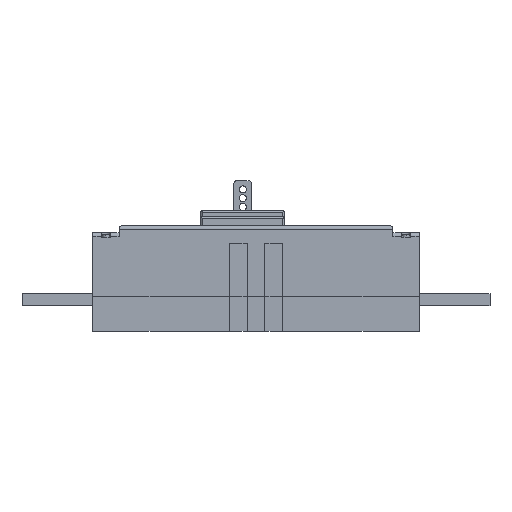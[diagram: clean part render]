
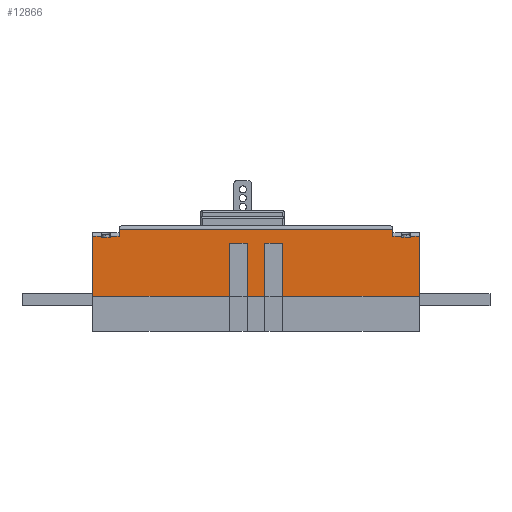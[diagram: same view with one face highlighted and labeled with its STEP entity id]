
A CAD part, left-side view. The second image highlights one B-rep face of the part: STEP entity #12866.
In plain terms, the highlighted planar face has unit normal (-1, 0, 0).
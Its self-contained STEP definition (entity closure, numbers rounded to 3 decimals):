
#1458=DIRECTION('',(0.,0.,1.));
#1459=VECTOR('',#1458,68.3);
#1460=CARTESIAN_POINT('',(0.,0.,39.7));
#1461=LINE('',#1460,#1459);
#1481=DIRECTION('',(0.,1.,0.));
#1482=VECTOR('',#1481,155.);
#1483=CARTESIAN_POINT('',(0.,0.,39.7));
#1484=LINE('',#1483,#1482);
#1488=DIRECTION('',(0.,1.,0.));
#1489=VECTOR('',#1488,20.);
#1490=CARTESIAN_POINT('',(0.,175.,39.7));
#1491=LINE('',#1490,#1489);
#1495=DIRECTION('',(0.,1.,0.));
#1496=VECTOR('',#1495,155.);
#1497=CARTESIAN_POINT('',(0.,215.,39.7));
#1498=LINE('',#1497,#1496);
#1502=DIRECTION('',(0.,0.,1.));
#1503=VECTOR('',#1502,68.3);
#1504=CARTESIAN_POINT('',(0.,370.,39.7));
#1505=LINE('',#1504,#1503);
#1509=DIRECTION('',(0.,0.,1.));
#1510=VECTOR('',#1509,8.);
#1511=CARTESIAN_POINT('',(0.,340.,108.));
#1512=LINE('',#1511,#1510);
#1530=DIRECTION('',(0.,0.,-1.));
#1531=VECTOR('',#1530,60.3);
#1532=CARTESIAN_POINT('',(0.,155.,100.));
#1533=LINE('',#1532,#1531);
#1551=DIRECTION('',(0.,0.,1.));
#1552=VECTOR('',#1551,60.3);
#1553=CARTESIAN_POINT('',(0.,175.,39.7));
#1554=LINE('',#1553,#1552);
#1579=DIRECTION('',(0.,-1.,0.));
#1580=VECTOR('',#1579,20.);
#1581=CARTESIAN_POINT('',(0.,175.,100.));
#1582=LINE('',#1581,#1580);
#1607=DIRECTION('',(0.,0.,-1.));
#1608=VECTOR('',#1607,60.3);
#1609=CARTESIAN_POINT('',(0.,195.,100.));
#1610=LINE('',#1609,#1608);
#1628=DIRECTION('',(0.,0.,1.));
#1629=VECTOR('',#1628,60.3);
#1630=CARTESIAN_POINT('',(0.,215.,39.7));
#1631=LINE('',#1630,#1629);
#1656=DIRECTION('',(0.,-1.,0.));
#1657=VECTOR('',#1656,20.);
#1658=CARTESIAN_POINT('',(0.,215.,100.));
#1659=LINE('',#1658,#1657);
#3674=DIRECTION('',(0.,1.,0.));
#3675=VECTOR('',#3674,10.);
#3676=CARTESIAN_POINT('',(0.,0.,108.));
#3677=LINE('',#3676,#3675);
#3711=DIRECTION('',(0.,0.,-1.));
#3712=VECTOR('',#3711,1.);
#3713=CARTESIAN_POINT('',(0.,10.,108.));
#3714=LINE('',#3713,#3712);
#3748=DIRECTION('',(0.,1.,0.));
#3749=VECTOR('',#3748,10.);
#3750=CARTESIAN_POINT('',(0.,10.,107.));
#3751=LINE('',#3750,#3749);
#3799=DIRECTION('',(0.,0.,1.));
#3800=VECTOR('',#3799,1.);
#3801=CARTESIAN_POINT('',(0.,20.,107.));
#3802=LINE('',#3801,#3800);
#3806=DIRECTION('',(0.,1.,0.));
#3807=VECTOR('',#3806,10.);
#3808=CARTESIAN_POINT('',(0.,20.,108.));
#3809=LINE('',#3808,#3807);
#3859=DIRECTION('',(0.,0.,1.));
#3860=VECTOR('',#3859,8.);
#3861=CARTESIAN_POINT('',(0.,30.,108.));
#3862=LINE('',#3861,#3860);
#4092=DIRECTION('',(0.,1.,0.));
#4093=VECTOR('',#4092,310.);
#4094=CARTESIAN_POINT('',(0.,30.,116.));
#4095=LINE('',#4094,#4093);
#4212=DIRECTION('',(0.,1.,0.));
#4213=VECTOR('',#4212,10.);
#4214=CARTESIAN_POINT('',(0.,340.,108.));
#4215=LINE('',#4214,#4213);
#4235=DIRECTION('',(0.,0.,-1.));
#4236=VECTOR('',#4235,1.);
#4237=CARTESIAN_POINT('',(0.,350.,108.));
#4238=LINE('',#4237,#4236);
#4272=DIRECTION('',(0.,1.,0.));
#4273=VECTOR('',#4272,10.);
#4274=CARTESIAN_POINT('',(0.,350.,107.));
#4275=LINE('',#4274,#4273);
#4323=DIRECTION('',(0.,0.,1.));
#4324=VECTOR('',#4323,1.);
#4325=CARTESIAN_POINT('',(0.,360.,107.));
#4326=LINE('',#4325,#4324);
#4351=DIRECTION('',(0.,1.,0.));
#4352=VECTOR('',#4351,10.);
#4353=CARTESIAN_POINT('',(0.,360.,108.));
#4354=LINE('',#4353,#4352);
#9826=CARTESIAN_POINT('',(0.,0.,108.));
#9827=VERTEX_POINT('',#9826);
#9828=CARTESIAN_POINT('',(0.,10.,108.));
#9829=VERTEX_POINT('',#9828);
#9836=CARTESIAN_POINT('',(0.,175.,100.));
#9837=CARTESIAN_POINT('',(0.,155.,100.));
#9838=VERTEX_POINT('',#9836);
#9839=VERTEX_POINT('',#9837);
#9840=CARTESIAN_POINT('',(0.,215.,100.));
#9841=CARTESIAN_POINT('',(0.,195.,100.));
#9842=VERTEX_POINT('',#9840);
#9843=VERTEX_POINT('',#9841);
#9844=CARTESIAN_POINT('',(0.,360.,108.));
#9845=CARTESIAN_POINT('',(0.,370.,108.));
#9846=VERTEX_POINT('',#9844);
#9847=VERTEX_POINT('',#9845);
#9848=CARTESIAN_POINT('',(0.,360.,107.));
#9849=VERTEX_POINT('',#9848);
#9850=CARTESIAN_POINT('',(0.,350.,107.));
#9851=VERTEX_POINT('',#9850);
#9852=CARTESIAN_POINT('',(0.,350.,108.));
#9853=VERTEX_POINT('',#9852);
#9854=CARTESIAN_POINT('',(0.,340.,108.));
#9855=VERTEX_POINT('',#9854);
#9856=CARTESIAN_POINT('',(0.,340.,116.));
#9857=VERTEX_POINT('',#9856);
#9858=CARTESIAN_POINT('',(0.,30.,116.));
#9859=VERTEX_POINT('',#9858);
#9860=CARTESIAN_POINT('',(0.,30.,108.));
#9861=VERTEX_POINT('',#9860);
#9862=CARTESIAN_POINT('',(0.,20.,108.));
#9863=VERTEX_POINT('',#9862);
#9864=CARTESIAN_POINT('',(0.,20.,107.));
#9865=VERTEX_POINT('',#9864);
#9866=CARTESIAN_POINT('',(0.,10.,107.));
#9867=VERTEX_POINT('',#9866);
#10889=CARTESIAN_POINT('',(0.,0.,39.7));
#10890=VERTEX_POINT('',#10889);
#10891=CARTESIAN_POINT('',(0.,155.,39.7));
#10892=VERTEX_POINT('',#10891);
#10893=CARTESIAN_POINT('',(0.,175.,39.7));
#10894=CARTESIAN_POINT('',(0.,195.,39.7));
#10895=VERTEX_POINT('',#10893);
#10896=VERTEX_POINT('',#10894);
#10897=CARTESIAN_POINT('',(0.,215.,39.7));
#10898=CARTESIAN_POINT('',(0.,370.,39.7));
#10899=VERTEX_POINT('',#10897);
#10900=VERTEX_POINT('',#10898);
#12815=CARTESIAN_POINT('',(0.,0.,0.));
#12816=DIRECTION('',(-1.,0.,0.));
#12817=DIRECTION('',(0.,0.,1.));
#12818=AXIS2_PLACEMENT_3D('',#12815,#12816,#12817);
#12819=PLANE('',#12818);
#12820=ORIENTED_EDGE('',*,*,#11330,.T.);
#12822=ORIENTED_EDGE('',*,*,#12821,.F.);
#12824=ORIENTED_EDGE('',*,*,#12823,.F.);
#12826=ORIENTED_EDGE('',*,*,#12825,.F.);
#12827=ORIENTED_EDGE('',*,*,#11322,.T.);
#12829=ORIENTED_EDGE('',*,*,#12828,.F.);
#12831=ORIENTED_EDGE('',*,*,#12830,.F.);
#12833=ORIENTED_EDGE('',*,*,#12832,.F.);
#12834=ORIENTED_EDGE('',*,*,#11314,.T.);
#12836=ORIENTED_EDGE('',*,*,#12835,.T.);
#12838=ORIENTED_EDGE('',*,*,#12837,.F.);
#12840=ORIENTED_EDGE('',*,*,#12839,.F.);
#12842=ORIENTED_EDGE('',*,*,#12841,.F.);
#12844=ORIENTED_EDGE('',*,*,#12843,.F.);
#12846=ORIENTED_EDGE('',*,*,#12845,.F.);
#12848=ORIENTED_EDGE('',*,*,#12847,.T.);
#12850=ORIENTED_EDGE('',*,*,#12849,.F.);
#12852=ORIENTED_EDGE('',*,*,#12851,.F.);
#12854=ORIENTED_EDGE('',*,*,#12853,.F.);
#12856=ORIENTED_EDGE('',*,*,#12855,.F.);
#12858=ORIENTED_EDGE('',*,*,#12857,.F.);
#12860=ORIENTED_EDGE('',*,*,#12859,.F.);
#12862=ORIENTED_EDGE('',*,*,#12861,.F.);
#12863=ORIENTED_EDGE('',*,*,#12796,.F.);
#12864=EDGE_LOOP('',(#12820,#12822,#12824,#12826,#12827,#12829,#12831,#12833,
#12834,#12836,#12838,#12840,#12842,#12844,#12846,#12848,#12850,#12852,#12854,
#12856,#12858,#12860,#12862,#12863));
#12865=FACE_OUTER_BOUND('',#12864,.F.);
#11314=EDGE_CURVE('',#10899,#10900,#1498,.T.);
#11322=EDGE_CURVE('',#10895,#10896,#1491,.T.);
#11330=EDGE_CURVE('',#10890,#10892,#1484,.T.);
#12796=EDGE_CURVE('',#10890,#9827,#1461,.T.);
#12821=EDGE_CURVE('',#9839,#10892,#1533,.T.);
#12823=EDGE_CURVE('',#9838,#9839,#1582,.T.);
#12825=EDGE_CURVE('',#10895,#9838,#1554,.T.);
#12828=EDGE_CURVE('',#9843,#10896,#1610,.T.);
#12830=EDGE_CURVE('',#9842,#9843,#1659,.T.);
#12832=EDGE_CURVE('',#10899,#9842,#1631,.T.);
#12835=EDGE_CURVE('',#10900,#9847,#1505,.T.);
#12837=EDGE_CURVE('',#9846,#9847,#4354,.T.);
#12839=EDGE_CURVE('',#9849,#9846,#4326,.T.);
#12841=EDGE_CURVE('',#9851,#9849,#4275,.T.);
#12843=EDGE_CURVE('',#9853,#9851,#4238,.T.);
#12845=EDGE_CURVE('',#9855,#9853,#4215,.T.);
#12847=EDGE_CURVE('',#9855,#9857,#1512,.T.);
#12849=EDGE_CURVE('',#9859,#9857,#4095,.T.);
#12851=EDGE_CURVE('',#9861,#9859,#3862,.T.);
#12853=EDGE_CURVE('',#9863,#9861,#3809,.T.);
#12855=EDGE_CURVE('',#9865,#9863,#3802,.T.);
#12857=EDGE_CURVE('',#9867,#9865,#3751,.T.);
#12859=EDGE_CURVE('',#9829,#9867,#3714,.T.);
#12861=EDGE_CURVE('',#9827,#9829,#3677,.T.);
#12866=ADVANCED_FACE('',(#12865),#12819,.T.);
